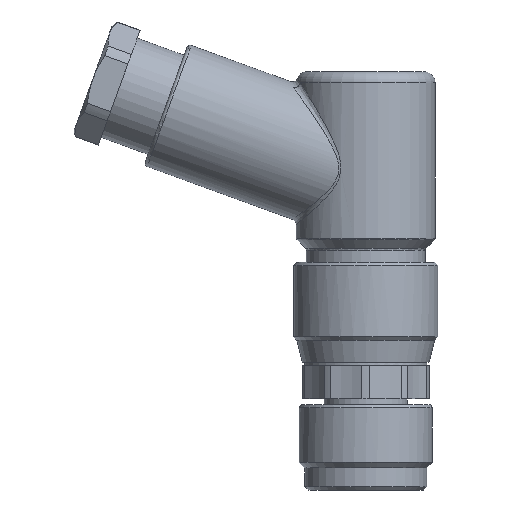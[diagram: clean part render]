
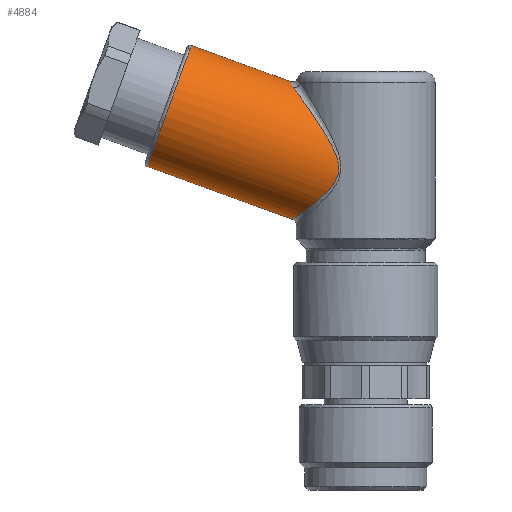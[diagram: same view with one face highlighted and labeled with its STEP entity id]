
A CAD part, left-side view. The second image highlights one B-rep face of the part: STEP entity #4884.
In plain terms, the highlighted cylindrical face has radius 5.8 mm (diameter 11.6 mm), a partial arc.
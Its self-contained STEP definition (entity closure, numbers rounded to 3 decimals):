
#4841=AXIS2_PLACEMENT_3D('Cylinder Axis2P3D',#4838,#4839,#4840) ;
#4613=CARTESIAN_POINT('Vertex',(4.373,13.001,36.263)) ;
#4617=CARTESIAN_POINT('Control Point',(0.7,8.925,29.037)) ;
#4618=CARTESIAN_POINT('Control Point',(0.7,8.926,29.09)) ;
#4619=CARTESIAN_POINT('Control Point',(0.706,8.954,29.636)) ;
#4620=CARTESIAN_POINT('Control Point',(0.892,9.518,31.104)) ;
#4621=CARTESIAN_POINT('Control Point',(1.384,10.503,32.643)) ;
#4622=CARTESIAN_POINT('Control Point',(2.204,11.529,34.183)) ;
#4623=CARTESIAN_POINT('Control Point',(3.042,12.308,35.291)) ;
#4624=CARTESIAN_POINT('Control Point',(3.892,12.806,35.991)) ;
#4625=CARTESIAN_POINT('Control Point',(4.373,13.001,36.263)) ;
#4626=CARTESIAN_POINT('Vertex',(0.7,8.925,29.037)) ;
#4630=CARTESIAN_POINT('Control Point',(1.672,10.655,26.247)) ;
#4631=CARTESIAN_POINT('Control Point',(1.389,10.288,26.564)) ;
#4632=CARTESIAN_POINT('Control Point',(1.003,9.647,27.161)) ;
#4633=CARTESIAN_POINT('Control Point',(0.735,9.,28.156)) ;
#4634=CARTESIAN_POINT('Control Point',(0.701,8.921,28.794)) ;
#4635=CARTESIAN_POINT('Control Point',(0.7,8.925,29.037)) ;
#4636=CARTESIAN_POINT('Vertex',(1.672,10.655,26.247)) ;
#4640=CARTESIAN_POINT('Control Point',(6.5,13.078,24.378)) ;
#4641=CARTESIAN_POINT('Control Point',(6.094,13.078,24.377)) ;
#4642=CARTESIAN_POINT('Control Point',(5.3,12.998,24.435)) ;
#4643=CARTESIAN_POINT('Control Point',(4.187,12.645,24.69)) ;
#4644=CARTESIAN_POINT('Control Point',(2.891,11.954,25.198)) ;
#4645=CARTESIAN_POINT('Control Point',(2.101,11.205,25.773)) ;
#4646=CARTESIAN_POINT('Control Point',(1.686,10.674,26.231)) ;
#4647=CARTESIAN_POINT('Control Point',(1.672,10.655,26.247)) ;
#4648=CARTESIAN_POINT('Vertex',(6.5,13.078,24.378)) ;
#4808=CARTESIAN_POINT('Vertex',(6.5,13.307,36.804)) ;
#4812=CARTESIAN_POINT('Control Point',(6.173,13.302,36.793)) ;
#4813=CARTESIAN_POINT('Control Point',(6.282,13.305,36.8)) ;
#4814=CARTESIAN_POINT('Control Point',(6.392,13.307,36.804)) ;
#4815=CARTESIAN_POINT('Control Point',(6.5,13.307,36.804)) ;
#4816=CARTESIAN_POINT('Vertex',(6.173,13.302,36.793)) ;
#4820=CARTESIAN_POINT('Control Point',(4.373,13.001,36.263)) ;
#4821=CARTESIAN_POINT('Control Point',(4.849,13.194,36.534)) ;
#4822=CARTESIAN_POINT('Control Point',(5.463,13.272,36.726)) ;
#4823=CARTESIAN_POINT('Control Point',(6.096,13.299,36.787)) ;
#4824=CARTESIAN_POINT('Control Point',(6.173,13.302,36.793)) ;
#4838=CARTESIAN_POINT('Axis2P3D Location',(6.5,24.484,34.7)) ;
#4843=CARTESIAN_POINT('Line Origine',(6.5,26.467,29.25)) ;
#4847=CARTESIAN_POINT('Vertex',(6.5,26.186,29.147)) ;
#4850=CARTESIAN_POINT('Line Origine',(6.5,22.5,40.15)) ;
#4854=CARTESIAN_POINT('Vertex',(6.5,22.218,40.048)) ;
#4858=CARTESIAN_POINT('Control Point',(6.5,22.218,40.048)) ;
#4859=CARTESIAN_POINT('Control Point',(5.589,22.218,40.048)) ;
#4860=CARTESIAN_POINT('Control Point',(4.678,22.279,39.88)) ;
#4861=CARTESIAN_POINT('Control Point',(3.814,22.402,39.543)) ;
#4862=CARTESIAN_POINT('Control Point',(2.272,22.756,38.57)) ;
#4863=CARTESIAN_POINT('Control Point',(1.237,23.283,37.122)) ;
#4864=CARTESIAN_POINT('Control Point',(0.879,23.579,36.31)) ;
#4865=CARTESIAN_POINT('Control Point',(0.521,24.202,34.597)) ;
#4866=CARTESIAN_POINT('Control Point',(0.879,24.825,32.885)) ;
#4867=CARTESIAN_POINT('Control Point',(1.237,25.121,32.073)) ;
#4868=CARTESIAN_POINT('Control Point',(2.272,25.648,30.625)) ;
#4869=CARTESIAN_POINT('Control Point',(3.814,26.002,29.652)) ;
#4870=CARTESIAN_POINT('Control Point',(4.678,26.124,29.315)) ;
#4871=CARTESIAN_POINT('Control Point',(5.589,26.186,29.147)) ;
#4872=CARTESIAN_POINT('Control Point',(6.5,26.186,29.147)) ;
#4839=DIRECTION('Axis2P3D Direction',(0.,0.94,0.342)) ;
#4840=DIRECTION('Axis2P3D XDirection',(0.,0.342,-0.94)) ;
#4844=DIRECTION('Vector Direction',(0.,0.94,0.342)) ;
#4851=DIRECTION('Vector Direction',(0.,0.94,0.342)) ;
#4845=VECTOR('Line Direction',#4844,1.) ;
#4852=VECTOR('Line Direction',#4851,1.) ;
#4875=ORIENTED_EDGE('',*,*,#4849,.F.) ;
#4876=ORIENTED_EDGE('',*,*,#4650,.T.) ;
#4877=ORIENTED_EDGE('',*,*,#4638,.T.) ;
#4878=ORIENTED_EDGE('',*,*,#4628,.T.) ;
#4879=ORIENTED_EDGE('',*,*,#4825,.T.) ;
#4880=ORIENTED_EDGE('',*,*,#4818,.T.) ;
#4881=ORIENTED_EDGE('',*,*,#4856,.F.) ;
#4882=ORIENTED_EDGE('',*,*,#4873,.T.) ;
#4884=ADVANCED_FACE('Hauptkoerper',(#4883),#4842,.T.) ;
#4811=B_SPLINE_CURVE_WITH_KNOTS('',3,(#4812,#4813,#4814,#4815),.UNSPECIFIED.,.F.,.U.,(4,4),(0.,0.456),.UNSPECIFIED.) ;
#4857=B_SPLINE_CURVE_WITH_KNOTS('',5,(#4858,#4859,#4860,#4861,#4862,#4863,#4864,#4865,#4866,#4867,#4868,#4869,#4870,#4871,#4872),.UNSPECIFIED.,.F.,.U.,(6,3,3,3,6),(-9.111,-4.555,0.,4.555,9.111),.UNSPECIFIED.) ;
#4842=CYLINDRICAL_SURFACE('generated cylinder',#4841,5.8) ;
#4628=EDGE_CURVE('',#4627,#4614,#4616,.T.) ;
#4638=EDGE_CURVE('',#4637,#4627,#4629,.T.) ;
#4650=EDGE_CURVE('',#4649,#4637,#4639,.T.) ;
#4818=EDGE_CURVE('',#4817,#4809,#4811,.T.) ;
#4825=EDGE_CURVE('',#4614,#4817,#4819,.T.) ;
#4849=EDGE_CURVE('',#4649,#4848,#4846,.T.) ;
#4856=EDGE_CURVE('',#4855,#4809,#4853,.F.) ;
#4873=EDGE_CURVE('',#4855,#4848,#4857,.T.) ;
#4874=EDGE_LOOP('',(#4875,#4876,#4877,#4878,#4879,#4880,#4881,#4882)) ;
#4883=FACE_OUTER_BOUND('',#4874,.T.) ;
#4846=LINE('Line',#4843,#4845) ;
#4853=LINE('Line',#4850,#4852) ;
#4614=VERTEX_POINT('',#4613) ;
#4627=VERTEX_POINT('',#4626) ;
#4637=VERTEX_POINT('',#4636) ;
#4649=VERTEX_POINT('',#4648) ;
#4809=VERTEX_POINT('',#4808) ;
#4817=VERTEX_POINT('',#4816) ;
#4848=VERTEX_POINT('',#4847) ;
#4855=VERTEX_POINT('',#4854) ;
#4616=(BOUNDED_CURVE()B_SPLINE_CURVE(3,(#4617,#4618,#4619,#4620,#4621,#4622,#4623,#4624,#4625),.UNSPECIFIED.,.F.,.U.)B_SPLINE_CURVE_WITH_KNOTS((4,1,1,1,1,1,4),(28.784,28.945,30.438,33.422,34.615,36.406,38.196),.UNSPECIFIED.)CURVE()GEOMETRIC_REPRESENTATION_ITEM()RATIONAL_B_SPLINE_CURVE((1.,1.,1.,1.,1.,1.,1.,1.,1.))REPRESENTATION_ITEM('')) ;
#4629=(BOUNDED_CURVE()B_SPLINE_CURVE(3,(#4630,#4631,#4632,#4633,#4634,#4635),.UNSPECIFIED.,.F.,.U.)B_SPLINE_CURVE_WITH_KNOTS((4,1,1,4),(25.152,26.857,28.05,28.784),.UNSPECIFIED.)CURVE()GEOMETRIC_REPRESENTATION_ITEM()RATIONAL_B_SPLINE_CURVE((1.,1.,1.,1.,1.,1.))REPRESENTATION_ITEM('')) ;
#4639=(BOUNDED_CURVE()B_SPLINE_CURVE(3,(#4640,#4641,#4642,#4643,#4644,#4645,#4646,#4647),.UNSPECIFIED.,.F.,.U.)B_SPLINE_CURVE_WITH_KNOTS((4,1,1,1,1,4),(19.042,20.292,21.485,22.679,25.066,25.152),.UNSPECIFIED.)CURVE()GEOMETRIC_REPRESENTATION_ITEM()RATIONAL_B_SPLINE_CURVE((1.,1.,1.,1.,1.,1.,1.,1.))REPRESENTATION_ITEM('')) ;
#4819=(BOUNDED_CURVE()B_SPLINE_CURVE(3,(#4820,#4821,#4822,#4823,#4824),.UNSPECIFIED.,.F.,.U.)B_SPLINE_CURVE_WITH_KNOTS((4,1,4),(0.,1.625,1.849),.UNSPECIFIED.)CURVE()GEOMETRIC_REPRESENTATION_ITEM()RATIONAL_B_SPLINE_CURVE((1.,1.,1.,1.,1.))REPRESENTATION_ITEM('')) ;
